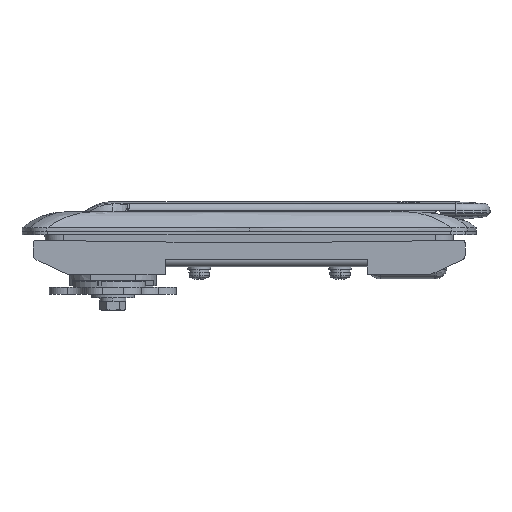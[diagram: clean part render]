
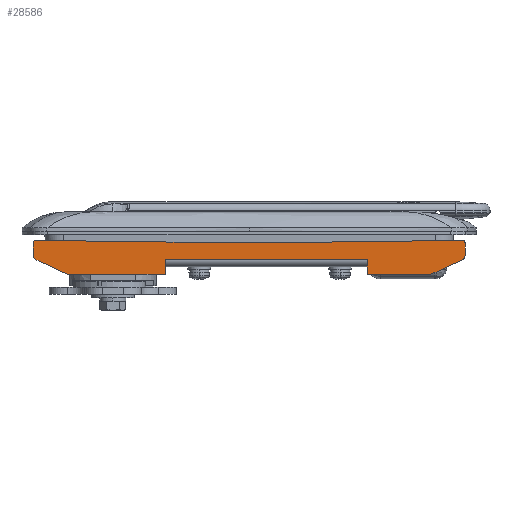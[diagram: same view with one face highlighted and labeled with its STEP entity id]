
A CAD part, left-side view. The second image highlights one B-rep face of the part: STEP entity #28586.
In plain terms, the highlighted planar face has unit normal (-1, 0, 0).
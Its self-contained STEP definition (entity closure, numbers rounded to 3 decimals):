
#385 = CARTESIAN_POINT ( 'NONE',  ( -21.2, 34., -1.016 ) ) ;
#448 = EDGE_CURVE ( 'NONE', #15291, #5024, #5211, .T. ) ;
#843 = CARTESIAN_POINT ( 'NONE',  ( -21.2, -155., -1.016 ) ) ;
#1004 = VECTOR ( 'NONE', #23938, 1000. ) ;
#1097 = VERTEX_POINT ( 'NONE', #8907 ) ;
#1482 = CIRCLE ( 'NONE', #7302, 2. ) ;
#1665 = VERTEX_POINT ( 'NONE', #9172 ) ;
#2111 = CARTESIAN_POINT ( 'NONE',  ( -21.2, 20., -14.997 ) ) ;
#2158 = CARTESIAN_POINT ( 'NONE',  ( -21.2, -140., -14.997 ) ) ;
#2163 = EDGE_CURVE ( 'NONE', #12478, #15428, #3819, .T. ) ;
#2361 = DIRECTION ( 'NONE',  ( 0., -1., 0. ) ) ;
#2399 = VERTEX_POINT ( 'NONE', #2634 ) ;
#2409 = EDGE_LOOP ( 'NONE', ( #19685, #7819, #5507, #28682, #20138, #24981, #16692, #10740, #15268, #27254, #28498, #5672, #13178, #9340, #19001, #24585 ) ) ;
#2602 = EDGE_CURVE ( 'NONE', #21967, #10140, #9341, .T. ) ;
#2614 = DIRECTION ( 'NONE',  ( 0., 0., 1. ) ) ;
#2634 = CARTESIAN_POINT ( 'NONE',  ( -21.2, 35., -1.016 ) ) ;
#2835 = LINE ( 'NONE', #15369, #19855 ) ;
#2959 = CIRCLE ( 'NONE', #13189, 5000. ) ;
#3007 = CARTESIAN_POINT ( 'NONE',  ( -21.2, 33., -6.724 ) ) ;
#3666 = LINE ( 'NONE', #11021, #20616 ) ;
#3748 = CIRCLE ( 'NONE', #18542, 1. ) ;
#3819 = LINE ( 'NONE', #11153, #26373 ) ;
#4523 = VECTOR ( 'NONE', #21952, 1000. ) ;
#4579 = CARTESIAN_POINT ( 'NONE',  ( -21.2, 20., -14.997 ) ) ;
#5024 = VERTEX_POINT ( 'NONE', #28076 ) ;
#5211 = CIRCLE ( 'NONE', #21133, 2. ) ;
#5491 = CARTESIAN_POINT ( 'NONE',  ( -21.2, -23., -8.5 ) ) ;
#5507 = ORIENTED_EDGE ( 'NONE', *, *, #9564, .T. ) ;
#5541 = VECTOR ( 'NONE', #6865, 1000. ) ;
#5672 = ORIENTED_EDGE ( 'NONE', *, *, #14289, .T. ) ;
#6066 = CARTESIAN_POINT ( 'NONE',  ( -21.2, -112., -8.5 ) ) ;
#6512 = CARTESIAN_POINT ( 'NONE',  ( -21.2, -153.981, -0.017 ) ) ;
#6865 = DIRECTION ( 'NONE',  ( 0., -0.906, 0.423 ) ) ;
#6901 = DIRECTION ( 'NONE',  ( 0., 1., 0. ) ) ;
#6922 = VERTEX_POINT ( 'NONE', #14348 ) ;
#7125 = EDGE_CURVE ( 'NONE', #6922, #1097, #10728, .T. ) ;
#7227 = DIRECTION ( 'NONE',  ( 0., 0., 1. ) ) ;
#7302 = AXIS2_PLACEMENT_3D ( 'NONE', #3007, #11229, #15494 ) ;
#7564 = EDGE_CURVE ( 'NONE', #21387, #15291, #20424, .T. ) ;
#7600 = VERTEX_POINT ( 'NONE', #18172 ) ;
#7819 = ORIENTED_EDGE ( 'NONE', *, *, #14672, .T. ) ;
#8127 = DIRECTION ( 'NONE',  ( -1., 0., 0. ) ) ;
#8896 = EDGE_CURVE ( 'NONE', #7600, #2399, #9297, .T. ) ;
#8907 = CARTESIAN_POINT ( 'NONE',  ( -21.2, -23., -14.997 ) ) ;
#9072 = EDGE_CURVE ( 'NONE', #10140, #28459, #3748, .T. ) ;
#9172 = CARTESIAN_POINT ( 'NONE',  ( -21.2, -112., -14.997 ) ) ;
#9297 = CIRCLE ( 'NONE', #17223, 1. ) ;
#9325 = LINE ( 'NONE', #26379, #1004 ) ;
#9340 = ORIENTED_EDGE ( 'NONE', *, *, #27207, .T. ) ;
#9341 = CIRCLE ( 'NONE', #26047, 1. ) ;
#9386 = CARTESIAN_POINT ( 'NONE',  ( -21.2, 33.981, -0.017 ) ) ;
#9402 = CARTESIAN_POINT ( 'NONE',  ( -21.2, -60., 4999.1 ) ) ;
#9564 = EDGE_CURVE ( 'NONE', #1665, #21387, #18963, .T. ) ;
#10031 = CARTESIAN_POINT ( 'NONE',  ( -21.2, 34., -1.016 ) ) ;
#10140 = VERTEX_POINT ( 'NONE', #16030 ) ;
#10728 = LINE ( 'NONE', #4579, #23913 ) ;
#10740 = ORIENTED_EDGE ( 'NONE', *, *, #9072, .T. ) ;
#11021 = CARTESIAN_POINT ( 'NONE',  ( -21.2, -155., -6.724 ) ) ;
#11153 = CARTESIAN_POINT ( 'NONE',  ( -21.2, -120., -8.5 ) ) ;
#11181 = DIRECTION ( 'NONE',  ( 0., 0., 1. ) ) ;
#11229 = DIRECTION ( 'NONE',  ( -1., 0., 0. ) ) ;
#11920 = CARTESIAN_POINT ( 'NONE',  ( -21.2, -112., -14.997 ) ) ;
#12478 = VERTEX_POINT ( 'NONE', #20441 ) ;
#12510 = CARTESIAN_POINT ( 'NONE',  ( -21.2, 33.846, -8.536 ) ) ;
#13178 = ORIENTED_EDGE ( 'NONE', *, *, #21477, .T. ) ;
#13189 = AXIS2_PLACEMENT_3D ( 'NONE', #9402, #20700, #20430 ) ;
#13247 = DIRECTION ( 'NONE',  ( 0., 0., 1. ) ) ;
#13503 = DIRECTION ( 'NONE',  ( -1., 0., 0. ) ) ;
#13632 = DIRECTION ( 'NONE',  ( -1., 0., 0. ) ) ;
#14072 = CARTESIAN_POINT ( 'NONE',  ( -21.2, -154., -1.016 ) ) ;
#14115 = AXIS2_PLACEMENT_3D ( 'NONE', #26935, #13632, #2614 ) ;
#14289 = EDGE_CURVE ( 'NONE', #2399, #26537, #2835, .T. ) ;
#14348 = CARTESIAN_POINT ( 'NONE',  ( -21.2, 20., -14.997 ) ) ;
#14459 = DIRECTION ( 'NONE',  ( 0., 0., 1. ) ) ;
#14672 = EDGE_CURVE ( 'NONE', #12478, #1665, #14899, .T. ) ;
#14899 = LINE ( 'NONE', #6066, #25311 ) ;
#15126 = CARTESIAN_POINT ( 'NONE',  ( -21.2, -153.846, -8.536 ) ) ;
#15268 = ORIENTED_EDGE ( 'NONE', *, *, #19494, .T. ) ;
#15291 = VERTEX_POINT ( 'NONE', #15126 ) ;
#15369 = CARTESIAN_POINT ( 'NONE',  ( -21.2, 35., -6.724 ) ) ;
#15428 = VERTEX_POINT ( 'NONE', #5491 ) ;
#15494 = DIRECTION ( 'NONE',  ( 0., 0., 1. ) ) ;
#15805 = EDGE_CURVE ( 'NONE', #1097, #15428, #9325, .T. ) ;
#16030 = CARTESIAN_POINT ( 'NONE',  ( -21.2, -154., -0.016 ) ) ;
#16692 = ORIENTED_EDGE ( 'NONE', *, *, #2602, .T. ) ;
#17223 = AXIS2_PLACEMENT_3D ( 'NONE', #385, #18354, #7227 ) ;
#17247 = FACE_OUTER_BOUND ( 'NONE', #2409, .T. ) ;
#18172 = CARTESIAN_POINT ( 'NONE',  ( -21.2, 34., -0.016 ) ) ;
#18354 = DIRECTION ( 'NONE',  ( -1., 0., 0. ) ) ;
#18542 = AXIS2_PLACEMENT_3D ( 'NONE', #14072, #18547, #20973 ) ;
#18547 = DIRECTION ( 'NONE',  ( -1., 0., 0. ) ) ;
#18672 = EDGE_CURVE ( 'NONE', #22720, #7600, #20953, .T. ) ;
#18963 = LINE ( 'NONE', #11920, #21734 ) ;
#19001 = ORIENTED_EDGE ( 'NONE', *, *, #7125, .T. ) ;
#19416 = EDGE_CURVE ( 'NONE', #5024, #21967, #3666, .T. ) ;
#19494 = EDGE_CURVE ( 'NONE', #28459, #22720, #2959, .T. ) ;
#19685 = ORIENTED_EDGE ( 'NONE', *, *, #2163, .F. ) ;
#19701 = CARTESIAN_POINT ( 'NONE',  ( -21.2, 35., -6.724 ) ) ;
#19855 = VECTOR ( 'NONE', #24576, 1000. ) ;
#20138 = ORIENTED_EDGE ( 'NONE', *, *, #448, .T. ) ;
#20424 = LINE ( 'NONE', #26824, #5541 ) ;
#20430 = DIRECTION ( 'NONE',  ( 0., 0., 1. ) ) ;
#20441 = CARTESIAN_POINT ( 'NONE',  ( -21.2, -112., -8.5 ) ) ;
#20616 = VECTOR ( 'NONE', #13247, 1000. ) ;
#20700 = DIRECTION ( 'NONE',  ( 1., 0., 0. ) ) ;
#20953 = CIRCLE ( 'NONE', #27299, 1. ) ;
#20973 = DIRECTION ( 'NONE',  ( 0., 0., 1. ) ) ;
#21133 = AXIS2_PLACEMENT_3D ( 'NONE', #26976, #13503, #11181 ) ;
#21308 = CARTESIAN_POINT ( 'NONE',  ( -21.2, -154., -1.016 ) ) ;
#21387 = VERTEX_POINT ( 'NONE', #2158 ) ;
#21477 = EDGE_CURVE ( 'NONE', #26537, #24818, #1482, .T. ) ;
#21734 = VECTOR ( 'NONE', #27448, 1000. ) ;
#21952 = DIRECTION ( 'NONE',  ( 0., -0.906, -0.423 ) ) ;
#21967 = VERTEX_POINT ( 'NONE', #843 ) ;
#22459 = PLANE ( 'NONE',  #14115 ) ;
#22720 = VERTEX_POINT ( 'NONE', #9386 ) ;
#23642 = DIRECTION ( 'NONE',  ( 0., 0., 1. ) ) ;
#23913 = VECTOR ( 'NONE', #2361, 1000. ) ;
#23938 = DIRECTION ( 'NONE',  ( 0., 0., 1. ) ) ;
#24576 = DIRECTION ( 'NONE',  ( 0., 0., -1. ) ) ;
#24585 = ORIENTED_EDGE ( 'NONE', *, *, #15805, .T. ) ;
#24818 = VERTEX_POINT ( 'NONE', #12510 ) ;
#24973 = LINE ( 'NONE', #2111, #4523 ) ;
#24981 = ORIENTED_EDGE ( 'NONE', *, *, #19416, .T. ) ;
#25311 = VECTOR ( 'NONE', #27965, 1000. ) ;
#26047 = AXIS2_PLACEMENT_3D ( 'NONE', #21308, #8127, #23642 ) ;
#26373 = VECTOR ( 'NONE', #6901, 1000. ) ;
#26379 = CARTESIAN_POINT ( 'NONE',  ( -21.2, -23., -14.997 ) ) ;
#26537 = VERTEX_POINT ( 'NONE', #19701 ) ;
#26824 = CARTESIAN_POINT ( 'NONE',  ( -21.2, -140., -14.997 ) ) ;
#26935 = CARTESIAN_POINT ( 'NONE',  ( -21.2, -120., -0.9 ) ) ;
#26976 = CARTESIAN_POINT ( 'NONE',  ( -21.2, -153., -6.724 ) ) ;
#27207 = EDGE_CURVE ( 'NONE', #24818, #6922, #24973, .T. ) ;
#27254 = ORIENTED_EDGE ( 'NONE', *, *, #18672, .T. ) ;
#27299 = AXIS2_PLACEMENT_3D ( 'NONE', #10031, #27761, #14459 ) ;
#27448 = DIRECTION ( 'NONE',  ( 0., -1., 0. ) ) ;
#27761 = DIRECTION ( 'NONE',  ( -1., 0., 0. ) ) ;
#27965 = DIRECTION ( 'NONE',  ( 0., 0., -1. ) ) ;
#28076 = CARTESIAN_POINT ( 'NONE',  ( -21.2, -155., -6.724 ) ) ;
#28459 = VERTEX_POINT ( 'NONE', #6512 ) ;
#28498 = ORIENTED_EDGE ( 'NONE', *, *, #8896, .T. ) ;
#28586 = ADVANCED_FACE ( 'NONE', ( #17247 ), #22459, .T. ) ;
#28682 = ORIENTED_EDGE ( 'NONE', *, *, #7564, .T. ) ;
